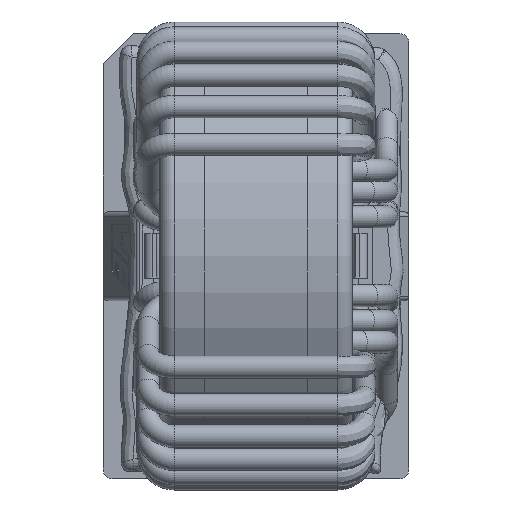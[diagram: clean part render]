
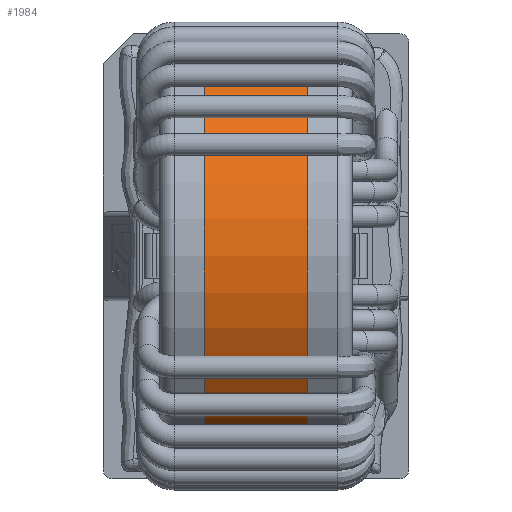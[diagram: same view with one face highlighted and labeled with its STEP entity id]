
A CAD part, top view. The second image highlights one B-rep face of the part: STEP entity #1984.
In plain terms, the highlighted cylindrical face has radius 14.31 mm (diameter 28.62 mm), a full revolution.
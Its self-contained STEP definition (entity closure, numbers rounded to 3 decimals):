
#1984=ADVANCED_FACE('',(#5902,#5903),#5904,.T.);
#1992=EDGE_CURVE('',#5918,#5918,#5919,.T.);
#1994=EDGE_CURVE('',#5921,#5921,#5922,.T.);
#5902=FACE_OUTER_BOUND('',#11716,.T.);
#5903=FACE_OUTER_BOUND('',#11717,.T.);
#5904=CYLINDRICAL_SURFACE('',#11718,14.31);
#5918=VERTEX_POINT('',#11733);
#5919=CIRCLE('',#11734,14.31);
#5921=VERTEX_POINT('',#11737);
#5922=CIRCLE('',#11738,14.31);
#11716=EDGE_LOOP('',(#31911));
#11717=EDGE_LOOP('',(#31912));
#11718=AXIS2_PLACEMENT_3D('',#31913,#31914,#31915);
#11733=CARTESIAN_POINT('',(4.,-26.81,16.4));
#11734=AXIS2_PLACEMENT_3D('',#31934,#31935,#31936);
#11737=CARTESIAN_POINT('',(11.,-26.81,16.4));
#11738=AXIS2_PLACEMENT_3D('',#31937,#31938,#31939);
#31911=ORIENTED_EDGE('',*,*,#1992,.T.);
#31912=ORIENTED_EDGE('',*,*,#1994,.F.);
#31913=CARTESIAN_POINT('',(11.,-12.5,16.4));
#31914=DIRECTION('',(-1.0,0.,-0.0));
#31915=DIRECTION('',(0.0,-0.0,-1.0));
#31934=CARTESIAN_POINT('',(4.,-12.5,16.4));
#31935=DIRECTION('',(1.0,0.,0.0));
#31936=DIRECTION('',(0.,-1.0,0.0));
#31937=CARTESIAN_POINT('',(11.,-12.5,16.4));
#31938=DIRECTION('',(1.0,0.,0.0));
#31939=DIRECTION('',(0.,-1.0,0.0));
